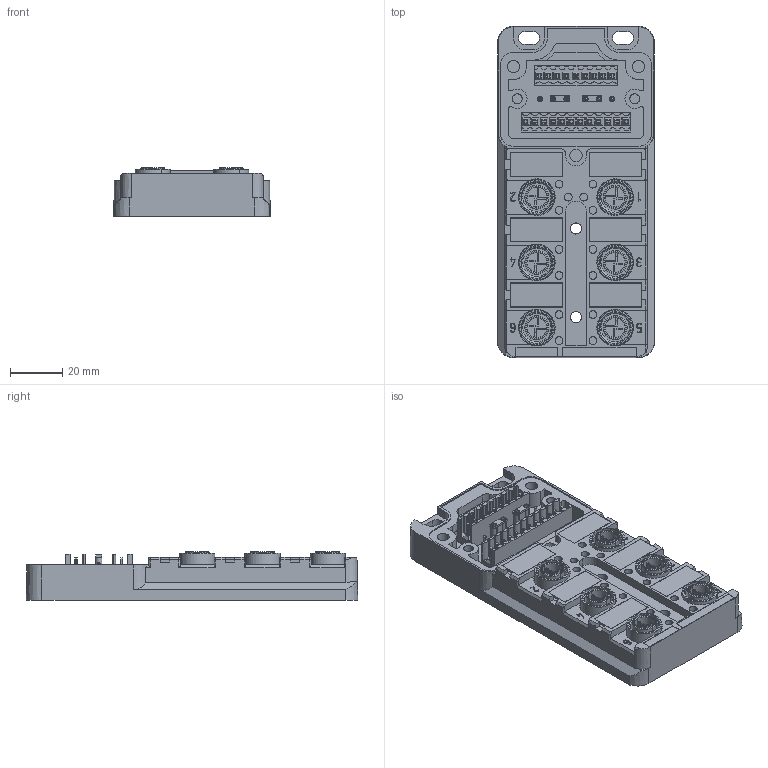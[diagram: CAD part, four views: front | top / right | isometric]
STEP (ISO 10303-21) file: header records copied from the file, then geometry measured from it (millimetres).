
FILE_DESCRIPTION(('CATIA V5 STEP Exchange','CAx-IF Rec.Pracs.--- Model Styling and Organization---1.4--- 2014-01-23'),'2;1');
FILE_NAME ('020820-2_0', '2021-01-14T17:12:18+00:00', ('none'), ('Weidmueller'), 'CATIA Version 5-6 Release 2016 SP3 HF44', 'CATIA V5 STEP AP214', 'none');
FILE_SCHEMA(('AUTOMOTIVE_DESIGN { 1 0 10303 214 1 1 1 1 }'));
Products named in the file (1): 1766791000
Bounding box: 60 x 127 x 18.5 mm (x, y, z)
Volume: 95060.8 mm3; surface area: 52351.9 mm2
Topology: 74 solids, 74 shells, 2930 faces, 7733 edges, 5036 vertices
Faces by surface type: plane 1781, cylinder 895, cone 170, torus 72, sphere 12
Entity records: 85272 total; most frequent: CARTESIAN_POINT 16462, ORIENTED_EDGE 15442, DIRECTION 11723, EDGE_CURVE 7721, VECTOR 5187, LINE 5187, VERTEX_POINT 5036, AXIS2_PLACEMENT_3D 4319
